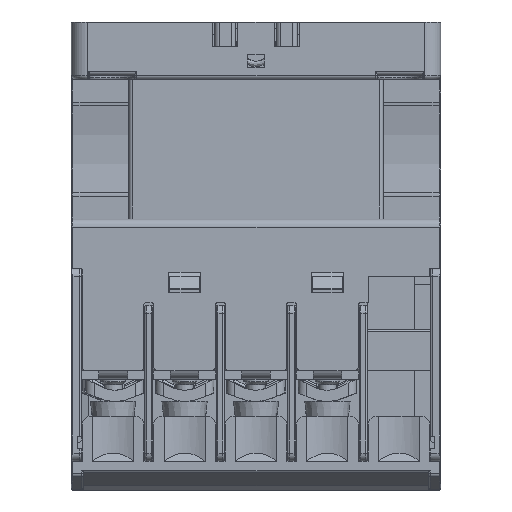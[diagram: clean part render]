
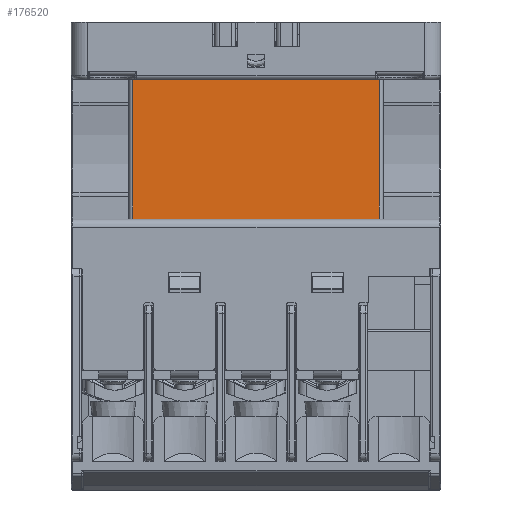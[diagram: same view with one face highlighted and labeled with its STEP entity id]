
A CAD part, left-side view. The second image highlights one B-rep face of the part: STEP entity #176520.
In plain terms, the highlighted planar face has unit normal (-1, 0, 0).
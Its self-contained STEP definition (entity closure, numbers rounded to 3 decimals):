
#8819=DIRECTION('',(0.,1.,0.));
#8820=VECTOR('',#8819,30.);
#8821=CARTESIAN_POINT('',(31.37,7.793,-7.998));
#8822=LINE('',#8821,#8820);
#60971=DIRECTION('',(0.,0.,-1.));
#60972=VECTOR('',#60971,17.);
#60973=CARTESIAN_POINT('',(31.37,37.793,
-7.998));
#60974=LINE('',#60973,#60972);
#60980=DIRECTION('',(0.,1.,0.));
#60981=VECTOR('',#60980,30.);
#60982=CARTESIAN_POINT('',(31.37,7.793,
-24.998));
#60983=LINE('',#60982,#60981);
#60993=DIRECTION('',(0.,0.,1.));
#60994=VECTOR('',#60993,17.);
#60995=CARTESIAN_POINT('',(31.37,7.793,
-24.998));
#60996=LINE('',#60995,#60994);
#68421=CARTESIAN_POINT('',(31.37,7.793,
-24.998));
#68422=CARTESIAN_POINT('',(31.37,7.793,
-7.998));
#68423=VERTEX_POINT('',#68421);
#68424=VERTEX_POINT('',#68422);
#68429=CARTESIAN_POINT('',(31.37,37.793,
-7.998));
#68430=CARTESIAN_POINT('',(31.37,37.793,
-24.998));
#68431=VERTEX_POINT('',#68429);
#68432=VERTEX_POINT('',#68430);
#176508=CARTESIAN_POINT('',(31.37,0.293,
-30.998));
#176509=DIRECTION('',(-1.,0.,0.));
#176510=DIRECTION('',(0.,0.,1.));
#176511=AXIS2_PLACEMENT_3D('',#176508,#176509,#176510);
#176512=PLANE('',#176511);
#176514=ORIENTED_EDGE('',*,*,#176513,.F.);
#176515=ORIENTED_EDGE('',*,*,#176383,.T.);
#176516=ORIENTED_EDGE('',*,*,#176495,.F.);
#176517=ORIENTED_EDGE('',*,*,#93386,.F.);
#176518=EDGE_LOOP('',(#176514,#176515,#176516,#176517));
#176519=FACE_OUTER_BOUND('',#176518,.F.);
#176520=ADVANCED_FACE('',(#176519),#176512,.T.);
#93386=EDGE_CURVE('',#68424,#68431,#8822,.T.);
#176383=EDGE_CURVE('',#68423,#68432,#60983,.T.);
#176495=EDGE_CURVE('',#68431,#68432,#60974,.T.);
#176513=EDGE_CURVE('',#68423,#68424,#60996,.T.);
